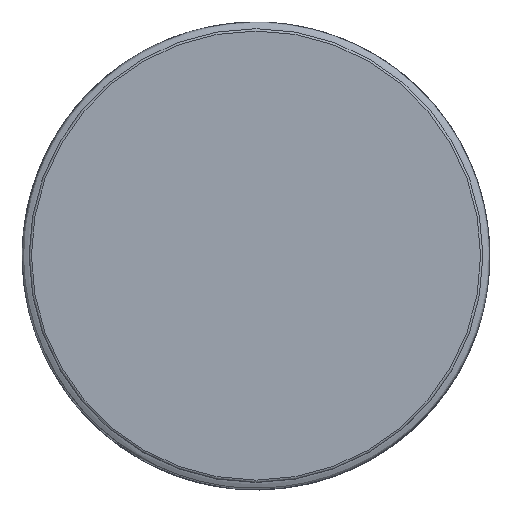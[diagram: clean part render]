
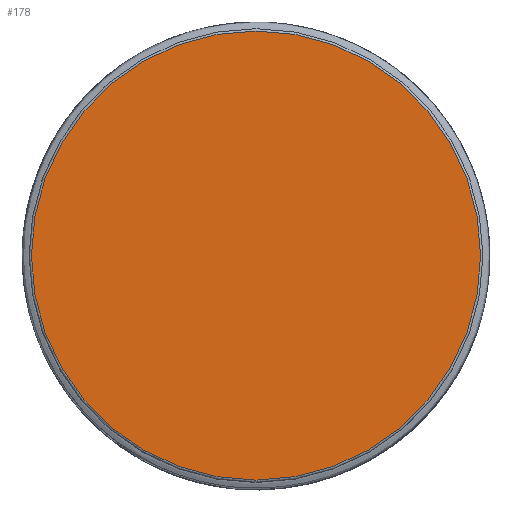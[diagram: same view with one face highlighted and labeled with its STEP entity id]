
A CAD part, top view. The second image highlights one B-rep face of the part: STEP entity #178.
In plain terms, the highlighted planar face has unit normal (0, 0, 1).
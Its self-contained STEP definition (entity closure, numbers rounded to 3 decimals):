
#157=PLANE('',#610);
#159=FACE_OUTER_BOUND('',#260,.T.);
#178=ADVANCED_FACE('CLONE_TP_FACE',(#159),#157,.T.);
#260=EDGE_LOOP('',(#296));
#296=ORIENTED_EDGE('',*,*,#319,.T.);
#297=VERTEX_POINT('',#791);
#319=EDGE_CURVE('',#297,#297,#337,.T.);
#337=CIRCLE('',#574,48.047);
#574=AXIS2_PLACEMENT_3D('',#790,#659,#660);
#610=AXIS2_PLACEMENT_3D('',#844,#731,#732);
#659=DIRECTION('',(0.,0.,1.));
#660=DIRECTION('',(1.,0.,0.));
#731=DIRECTION('',(0.,0.,1.));
#732=DIRECTION('',(1.,0.,0.));
#790=CARTESIAN_POINT('',(0.,0.,0.));
#791=CARTESIAN_POINT('',(48.047,0.,0.));
#844=CARTESIAN_POINT('',(0.,-20.006,0.));
